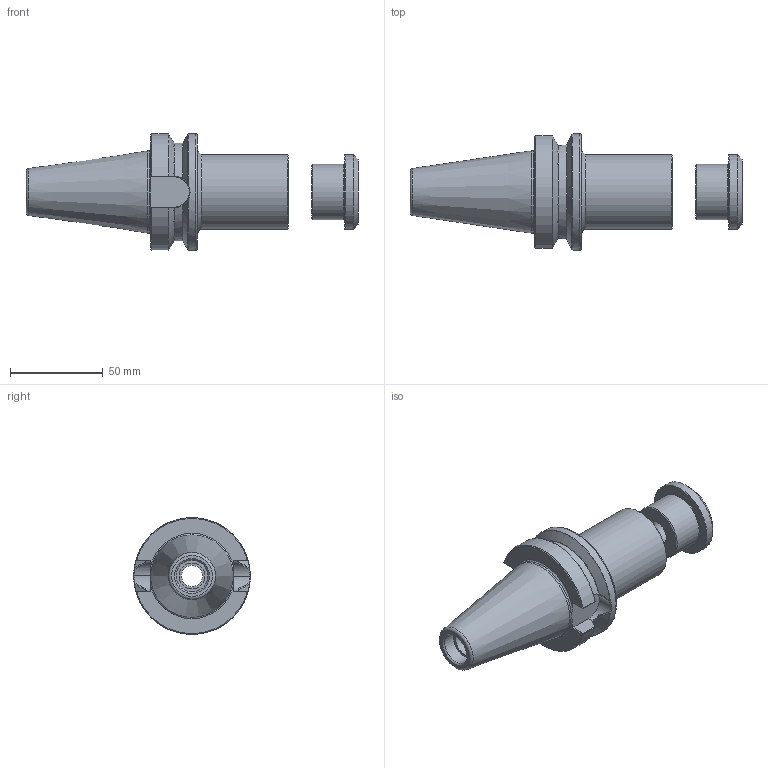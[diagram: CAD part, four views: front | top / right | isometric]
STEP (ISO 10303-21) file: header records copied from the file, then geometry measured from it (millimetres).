
FILE_DESCRIPTION(/* description */ (''),/* implementation_level */ '2;1');
FILE_NAME(/* name */ 'BT40 SSA30-3.0.step',/* time_stamp */ '2025-11-06T10:07:28-06:00',/* author */ (''),/* organization */ (''),/* preprocessor_version */ 'ST-DEVELOPER v20.1',/* originating_system */ 'Autodesk Translation Framework v14.17.0.0',/* authorisation */ '');
FILE_SCHEMA (('AUTOMOTIVE_DESIGN { 1 0 10303 214 3 1 1 }'));
Length unit declared in the file: inch
Products named in the file (2): BT40 Standard Template; SSA30mm-Cap v1
Assembly tree (1 placements, depth 2):
  BT40 Standard Template
    SSA30mm-Cap v1
Bounding box: 179.32 x 63 x 63 mm (x, y, z)
Volume: 179365.5 mm3; surface area: 37114.9 mm2
Topology: 2 solids, 2 shells, 113 faces, 286 edges, 183 vertices
Faces by surface type: plane 30, cone 26, cylinder 26, bspline 20, torus 11
Full cylindrical faces by diameter (mm): 1.651 x6, 11.43 x1, 13.462 x1, 13.843 x1, 17.15 x1, 20.32 x1, 29.492 x1, 30 x2, 40.386 x2, 44.45 x1, 63 x1
Entity records: 4318 total; most frequent: CARTESIAN_POINT 1575, ORIENTED_EDGE 560, DIRECTION 504, EDGE_CURVE 280, AXIS2_PLACEMENT_3D 206, VERTEX_POINT 183, EDGE_LOOP 129, FACE_OUTER_BOUND 113
